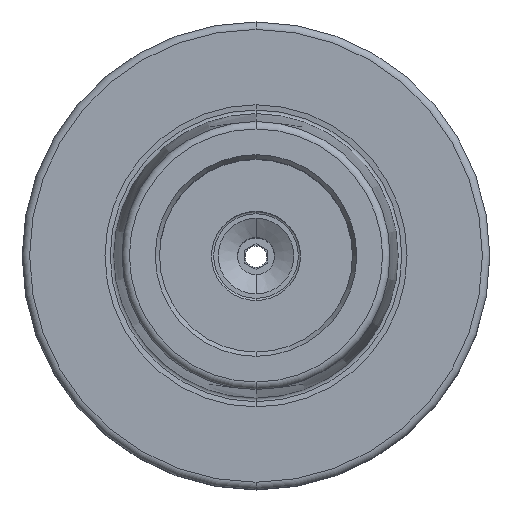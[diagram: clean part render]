
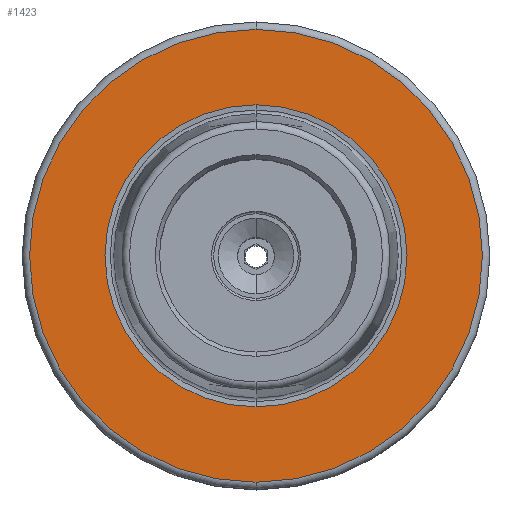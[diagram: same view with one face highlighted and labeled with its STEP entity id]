
A CAD part, top view. The second image highlights one B-rep face of the part: STEP entity #1423.
In plain terms, the highlighted planar face has unit normal (0, 0, 1).
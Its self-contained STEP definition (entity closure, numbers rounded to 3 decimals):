
#158=CARTESIAN_POINT('',(0,0,26));
#159=DIRECTION('',(0,0,1));
#160=DIRECTION('',(0,1,0));
#161=AXIS2_PLACEMENT_3D('',#158,#159,#160);
#163=CARTESIAN_POINT('',(0,0,26));
#164=DIRECTION('',(0,0,1));
#165=DIRECTION('',(0,-1,0));
#166=AXIS2_PLACEMENT_3D('',#163,#164,#165);
#176=CARTESIAN_POINT('',(0,0,26));
#177=DIRECTION('',(0,0,1));
#178=DIRECTION('',(0,1,0));
#179=AXIS2_PLACEMENT_3D('',#176,#177,#178);
#181=CARTESIAN_POINT('',(0,0,26));
#182=DIRECTION('',(0,0,-1));
#183=DIRECTION('',(0,1,0));
#184=AXIS2_PLACEMENT_3D('',#181,#182,#183);
#945=CARTESIAN_POINT('',(0,20.344,26));
#947=VERTEX_POINT('',#945);
#975=CARTESIAN_POINT('',(0,-20.344,26));
#977=VERTEX_POINT('',#975);
#1021=CARTESIAN_POINT('',(0,30.5,26));
#1022=CARTESIAN_POINT('',(0,-30.5,26));
#1023=VERTEX_POINT('',#1021);
#1024=VERTEX_POINT('',#1022);
#1407=CARTESIAN_POINT('',(0,0,26));
#1408=DIRECTION('',(0,0,-1));
#1409=DIRECTION('',(0,-1,0));
#1410=AXIS2_PLACEMENT_3D('',#1407,#1408,#1409);
#1411=PLANE('',#1410);
#1413=ORIENTED_EDGE('',*,*,#1412,.F.);
#1414=ORIENTED_EDGE('',*,*,#1397,.F.);
#1415=EDGE_LOOP('',(#1413,#1414));
#1416=FACE_OUTER_BOUND('',#1415,.F.);
#1418=ORIENTED_EDGE('',*,*,#1417,.T.);
#1420=ORIENTED_EDGE('',*,*,#1419,.F.);
#1421=EDGE_LOOP('',(#1418,#1420));
#1422=FACE_BOUND('',#1421,.F.);
#1423=ADVANCED_FACE('',(#1416,#1422),#1411,.F.);
#162=CIRCLE('',#161,30.5);
#167=CIRCLE('',#166,30.5);
#180=CIRCLE('',#179,20.344);
#185=CIRCLE('',#184,20.344);
#1397=EDGE_CURVE('',#1024,#1023,#167,.T.);
#1412=EDGE_CURVE('',#1023,#1024,#162,.T.);
#1417=EDGE_CURVE('',#947,#977,#180,.T.);
#1419=EDGE_CURVE('',#947,#977,#185,.T.);
